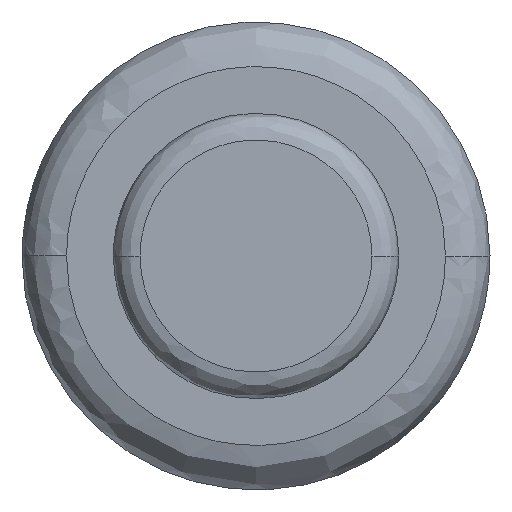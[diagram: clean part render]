
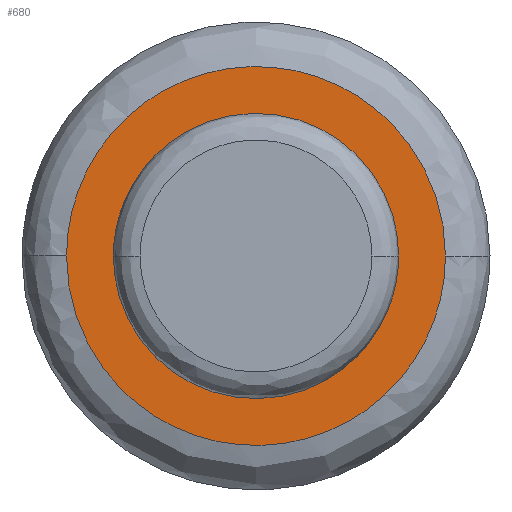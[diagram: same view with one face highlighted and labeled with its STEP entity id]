
A CAD part, front view. The second image highlights one B-rep face of the part: STEP entity #680.
In plain terms, the highlighted planar face has unit normal (0, -1, 0).
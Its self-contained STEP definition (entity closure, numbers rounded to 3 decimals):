
#9 = CARTESIAN_POINT ( 'NONE',  ( 3.2, 0., 6.4 ) ) ;
#12 = CARTESIAN_POINT ( 'NONE',  ( 3.404, 0., -2.606 ) ) ;
#47 = CARTESIAN_POINT ( 'NONE',  ( 3.404, 0., 2.606 ) ) ;
#49 = CARTESIAN_POINT ( 'NONE',  ( -3.2, 0., 0. ) ) ;
#52 = CARTESIAN_POINT ( 'NONE',  ( 4.027, 0., 1.367 ) ) ;
#58 = CARTESIAN_POINT ( 'NONE',  ( 3.2, 0., -6.4 ) ) ;
#62 = CARTESIAN_POINT ( 'NONE',  ( -4.027, 0., -1.367 ) ) ;
#96 = CARTESIAN_POINT ( 'NONE',  ( -1.105, 0., 4.142 ) ) ;
#97 = CARTESIAN_POINT ( 'NONE',  ( 4.107, 0., 1.101 ) ) ;
#102 = EDGE_CURVE ( 'NONE', #154, #397, #707, .T. ) ;
#108 = CARTESIAN_POINT ( 'NONE',  ( -2.606, 0., -3.404 ) ) ;
#110 = EDGE_LOOP ( 'NONE', ( #245, #414 ) ) ;
#114 = CARTESIAN_POINT ( 'NONE',  ( -4.223, 0., -0.555 ) ) ;
#119 = EDGE_LOOP ( 'NONE', ( #320, #649 ) ) ;
#137 = CARTESIAN_POINT ( 'NONE',  ( -4.25, 0., 0. ) ) ;
#138 = CARTESIAN_POINT ( 'NONE',  ( 0., 0., 0. ) ) ;
#148 = CARTESIAN_POINT ( 'NONE',  ( 0.564, 0., 4.25 ) ) ;
#154 = VERTEX_POINT ( 'NONE', #137 ) ;
#158 = CARTESIAN_POINT ( 'NONE',  ( 3.2, 0., 0. ) ) ;
#159 = CARTESIAN_POINT ( 'NONE',  ( 3.711, 0., -2.147 ) ) ;
#161 = CARTESIAN_POINT ( 'NONE',  ( 4.25, 0., 0. ) ) ;
#166 = CARTESIAN_POINT ( 'NONE',  ( -3.98, 0., -1.496 ) ) ;
#181 = DIRECTION ( 'NONE',  ( 0., 1., 0. ) ) ;
#202 = CARTESIAN_POINT ( 'NONE',  ( -0.564, 0., 4.25 ) ) ;
#209 = CARTESIAN_POINT ( 'NONE',  ( -3.2, 0., 0. ) ) ;
#212 = CARTESIAN_POINT ( 'NONE',  ( 3.2, 0., 0. ) ) ;
#225 = CARTESIAN_POINT ( 'NONE',  ( 1.105, 0., -4.142 ) ) ;
#245 = ORIENTED_EDGE ( 'NONE', *, *, #102, .T. ) ;
#258 = VERTEX_POINT ( 'NONE', #457 ) ;
#263 = CARTESIAN_POINT ( 'NONE',  ( -4.25, 0., 0.563 ) ) ;
#279 = CARTESIAN_POINT ( 'NONE',  ( 2.147, 0., -3.711 ) ) ;
#312 = CARTESIAN_POINT ( 'NONE',  ( 3.711, 0., 2.147 ) ) ;
#314 = EDGE_CURVE ( 'NONE', #524, #258, #604, .T. ) ;
#315 = CARTESIAN_POINT ( 'NONE',  ( -3.711, 0., 2.147 ) ) ;
#320 = ORIENTED_EDGE ( 'NONE', *, *, #363, .F. ) ;
#324 = AXIS2_PLACEMENT_3D ( 'NONE', #138, #181, #567 ) ;
#329 = CARTESIAN_POINT ( 'NONE',  ( 4.142, 0., -1.106 ) ) ;
#331 = CARTESIAN_POINT ( 'NONE',  ( -3.711, 0., -2.147 ) ) ;
#363 = EDGE_CURVE ( 'NONE', #258, #524, #475, .T. ) ;
#369 = CARTESIAN_POINT ( 'NONE',  ( -2.147, 0., 3.711 ) ) ;
#376 = CARTESIAN_POINT ( 'NONE',  ( -3.2, 0., 0. ) ) ;
#397 = VERTEX_POINT ( 'NONE', #488 ) ;
#414 = ORIENTED_EDGE ( 'NONE', *, *, #532, .T. ) ;
#420 = CARTESIAN_POINT ( 'NONE',  ( 1.105, 0., 4.142 ) ) ;
#421 = FACE_BOUND ( 'NONE', #119, .T. ) ;
#424 = CARTESIAN_POINT ( 'NONE',  ( 2.147, 0., 3.711 ) ) ;
#425 = B_SPLINE_CURVE_WITH_KNOTS ( 'NONE', 3,
 ( #645, #523, #470, #585, #97, #52, #473, #312, #47, #708, #424, #420, #148, #202, #96, #369, #472, #705, #315, #703, #263, #589 ),
 .UNSPECIFIED., .F., .F.,
 ( 4, 2, 2, 2, 2, 2, 2, 2, 2, 2, 4 ),
 ( 0., 0.062, 0.094, 0.125, 0.25, 0.375, 0.5, 0.625, 0.75, 0.875, 1. ),
 .UNSPECIFIED. ) ;
#433 = CARTESIAN_POINT ( 'NONE',  ( 2.606, 0., -3.404 ) ) ;
#437 = CARTESIAN_POINT ( 'NONE',  ( 4.25, 0., -0.563 ) ) ;
#457 = CARTESIAN_POINT ( 'NONE',  ( 3.2, 0., 0. ) ) ;
#470 = CARTESIAN_POINT ( 'NONE',  ( 4.223, 0., 0.555 ) ) ;
#472 = CARTESIAN_POINT ( 'NONE',  ( -2.606, 0., 3.404 ) ) ;
#473 = CARTESIAN_POINT ( 'NONE',  ( 3.98, 0., 1.496 ) ) ;
#475 =( BOUNDED_CURVE ( )  B_SPLINE_CURVE ( 3, ( #158, #9, #597, #376 ),
 .UNSPECIFIED., .F., .F. ) 
 B_SPLINE_CURVE_WITH_KNOTS ( ( 4, 4 ),
 ( 0., 1. ),
 .UNSPECIFIED. ) 
 CURVE ( )  GEOMETRIC_REPRESENTATION_ITEM ( )  RATIONAL_B_SPLINE_CURVE ( ( 1., 0.333, 0.333, 1. ) ) 
 REPRESENTATION_ITEM ( '' )  );
#486 = CARTESIAN_POINT ( 'NONE',  ( -4.25, 0., -0.279 ) ) ;
#488 = CARTESIAN_POINT ( 'NONE',  ( 4.25, 0., 0. ) ) ;
#489 = CARTESIAN_POINT ( 'NONE',  ( -4.107, 0., -1.101 ) ) ;
#493 = FACE_OUTER_BOUND ( 'NONE', #110, .T. ) ;
#523 = CARTESIAN_POINT ( 'NONE',  ( 4.25, 0., 0.279 ) ) ;
#524 = VERTEX_POINT ( 'NONE', #49 ) ;
#532 = EDGE_CURVE ( 'NONE', #397, #154, #425, .T. ) ;
#539 = CARTESIAN_POINT ( 'NONE',  ( -4.25, 0., 0. ) ) ;
#544 = CARTESIAN_POINT ( 'NONE',  ( -0.564, 0., -4.25 ) ) ;
#548 = CARTESIAN_POINT ( 'NONE',  ( 0.564, 0., -4.25 ) ) ;
#567 = DIRECTION ( 'NONE',  ( 0., 0., 1. ) ) ;
#585 = CARTESIAN_POINT ( 'NONE',  ( 4.141, 0., 0.966 ) ) ;
#589 = CARTESIAN_POINT ( 'NONE',  ( -4.25, 0., 0. ) ) ;
#597 = CARTESIAN_POINT ( 'NONE',  ( -3.2, 0., 6.4 ) ) ;
#600 = CARTESIAN_POINT ( 'NONE',  ( -4.141, 0., -0.966 ) ) ;
#604 =( BOUNDED_CURVE ( )  B_SPLINE_CURVE ( 3, ( #209, #652, #58, #212 ),
 .UNSPECIFIED., .F., .F. ) 
 B_SPLINE_CURVE_WITH_KNOTS ( ( 4, 4 ),
 ( 0., 1. ),
 .UNSPECIFIED. ) 
 CURVE ( )  GEOMETRIC_REPRESENTATION_ITEM ( )  RATIONAL_B_SPLINE_CURVE ( ( 1., 0.333, 0.333, 1. ) ) 
 REPRESENTATION_ITEM ( '' )  );
#608 = CARTESIAN_POINT ( 'NONE',  ( -3.404, 0., -2.606 ) ) ;
#645 = CARTESIAN_POINT ( 'NONE',  ( 4.25, 0., 0. ) ) ;
#649 = ORIENTED_EDGE ( 'NONE', *, *, #314, .F. ) ;
#652 = CARTESIAN_POINT ( 'NONE',  ( -3.2, 0., -6.4 ) ) ;
#655 = CARTESIAN_POINT ( 'NONE',  ( -1.105, 0., -4.142 ) ) ;
#661 = CARTESIAN_POINT ( 'NONE',  ( -2.147, 0., -3.711 ) ) ;
#678 = PLANE ( 'NONE',  #324 ) ;
#680 = ADVANCED_FACE ( 'NONE', ( #421, #493 ), #678, .F. ) ;
#703 = CARTESIAN_POINT ( 'NONE',  ( -4.142, 0., 1.106 ) ) ;
#705 = CARTESIAN_POINT ( 'NONE',  ( -3.404, 0., 2.606 ) ) ;
#707 = B_SPLINE_CURVE_WITH_KNOTS ( 'NONE', 3,
 ( #539, #486, #114, #600, #489, #62, #166, #331, #608, #108, #661, #655, #544, #548, #225, #279, #433, #12, #159, #329, #437, #161 ),
 .UNSPECIFIED., .F., .F.,
 ( 4, 2, 2, 2, 2, 2, 2, 2, 2, 2, 4 ),
 ( 0., 0.062, 0.094, 0.125, 0.25, 0.375, 0.5, 0.625, 0.75, 0.875, 1. ),
 .UNSPECIFIED. ) ;
#708 = CARTESIAN_POINT ( 'NONE',  ( 2.606, 0., 3.404 ) ) ;
